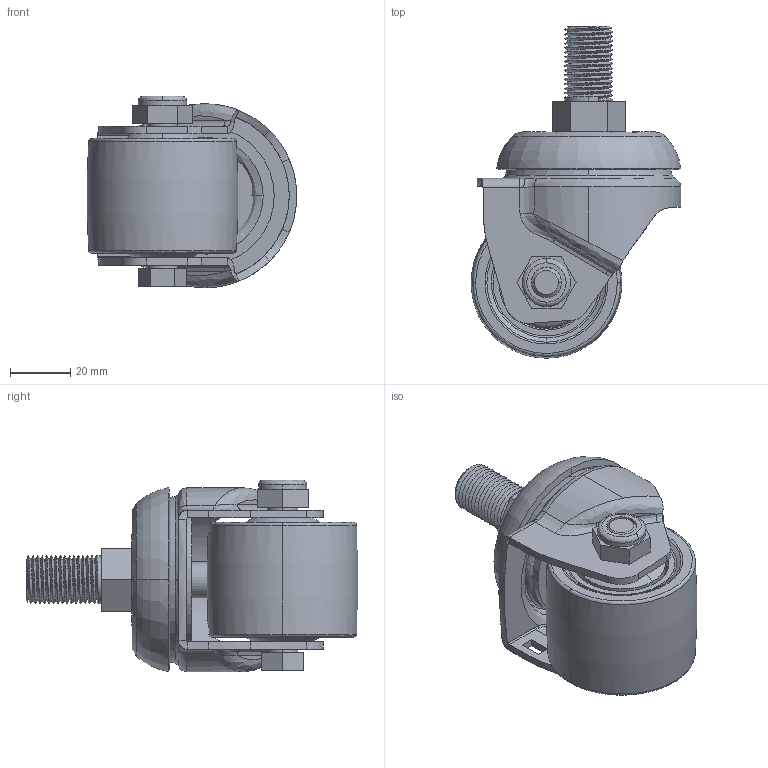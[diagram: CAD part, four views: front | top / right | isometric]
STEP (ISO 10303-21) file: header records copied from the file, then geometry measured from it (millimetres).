
FILE_DESCRIPTION (( 'STEP AP214' ), '1' );
FILE_NAME ('0054910.step', '2022-02-25T08:49:00', ( '' ), ( '' ), 'SwSTEP 2.0', 'SolidWorks 2020', '' );
FILE_SCHEMA (( 'AUTOMOTIVE_DESIGN' ));
Length unit declared in the file: millimetre
Products named in the file (1): 0054910
Bounding box: 69.44 x 109.93 x 63.5 mm (x, y, z)
Volume: 113548.5 mm3; surface area: 64441.2 mm2
Topology: 16 solids, 18 shells, 399 faces, 946 edges, 600 vertices
Faces by surface type: cylinder 117, plane 111, bspline 104, cone 61, torus 6
Entity records: 26810 total; most frequent: CARTESIAN_POINT 13546, ORIENTED_EDGE 1864, DIRECTION 1699, EDGE_CURVE 932, AXIS2_PLACEMENT_3D 701, VERTEX_POINT 600, EDGE_LOOP 462, UNCERTAINTY_MEASURE_WITH_UNIT 417
